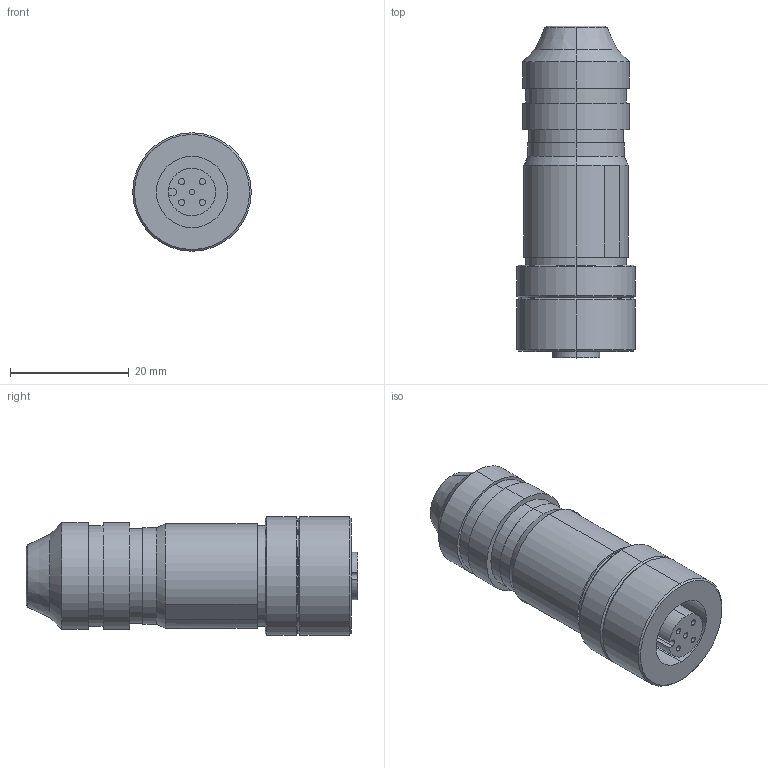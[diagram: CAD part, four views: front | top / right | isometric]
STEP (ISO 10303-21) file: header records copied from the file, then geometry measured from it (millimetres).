
FILE_DESCRIPTION (( 'STEP AP214' ), '1' );
FILE_NAME ('220-CON-M12X4-HV.STEP', '2016-11-23T14:22:42', ( 'allectra' ), ( 'Microsoft' ), 'SwSTEP 2.0', 'SolidWorks 2014', '' );
FILE_SCHEMA (( 'AUTOMOTIVE_DESIGN' ));
Length unit declared in the file: millimetre
Products named in the file (2): 220-CON-M12X4-HV
Bounding box: 20 x 56 x 20 mm (x, y, z)
Volume: 12694 mm3; surface area: 4997.5 mm2
Topology: 1 solids, 1 shells, 82 faces, 168 edges, 105 vertices
Faces by surface type: cylinder 40, plane 26, cone 16
Entity records: 2232 total; most frequent: DIRECTION 435, CARTESIAN_POINT 357, ORIENTED_EDGE 336, AXIS2_PLACEMENT_3D 183, EDGE_CURVE 168, VERTEX_POINT 105, EDGE_LOOP 99, CIRCLE 99
